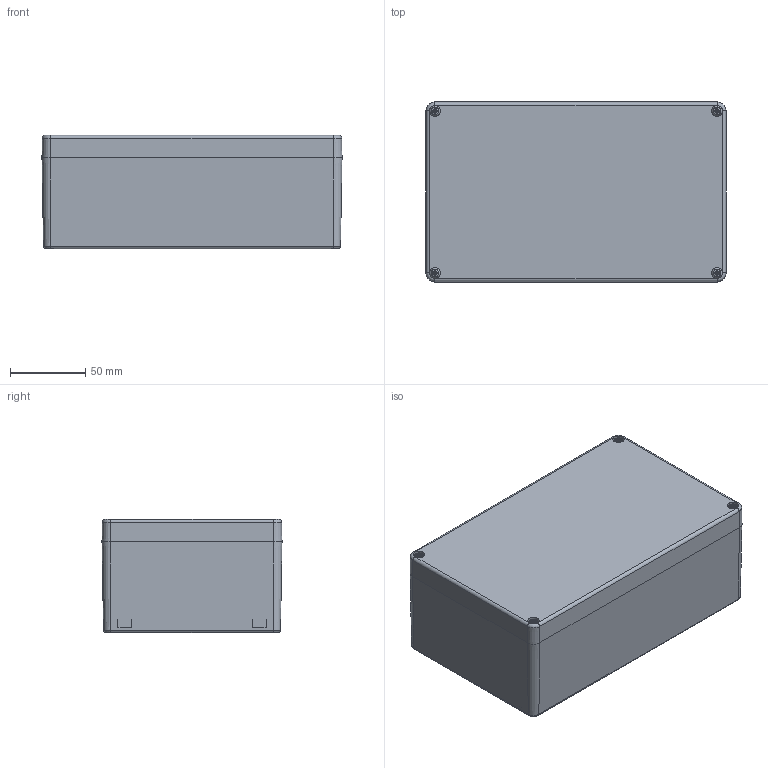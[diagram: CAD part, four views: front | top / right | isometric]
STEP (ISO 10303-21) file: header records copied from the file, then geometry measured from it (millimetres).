
FILE_DESCRIPTION((''),'2;1');
FILE_NAME('04011059xx-MBT_201275_VE.stp','2015-06-17T16:05:35',('robin.rentz'),(''),'Autodesk Inventor 2012','Autodesk Inventor 2012','');
FILE_SCHEMA(('AUTOMOTIVE_DESIGN { 1 2 10303 214 0 1 1 1 }'));
Length unit declared in the file: millimetre
Products named in the file (6): 04011059xx-MBT_201275_VE; 040110xxx2-UT_201260-16N_VE; 04011059x1-OT_201215_VE; xxx-O-Ring--OT--MBM-MBT_201215; 1990000276 Schraube BM4x24_11; 1990000007 M4 Gewindebuchse
Assembly tree (11 placements, depth 2):
  04011059xx-MBT_201275_VE
    040110xxx2-UT_201260-16N_VE
    04011059x1-OT_201215_VE
    xxx-O-Ring--OT--MBM-MBT_201215
    1990000276 Schraube BM4x24_11  x4
    1990000007 M4 Gewindebuchse  x4
Bounding box: 200 x 120 x 75.5 mm (x, y, z)
Volume: 322513.3 mm3; surface area: 215916.5 mm2
Topology: 11 solids, 11 shells, 1770 faces, 4215 edges, 2531 vertices
Faces by surface type: plane 631, cylinder 448, cone 388, torus 255, bspline 32, sphere 16
Full cylindrical faces by diameter (mm): 3.242 x4, 3.3 x4, 4 x4, 4.4 x4, 4.5 x4, 4.8 x4, 5 x4, 5.1 x4, 6.8 x4, 7 x4, 7.5 x4, 7.8 x4
Entity records: 27135 total; most frequent: CARTESIAN_POINT 5480, DIRECTION 4888, ORIENTED_EDGE 4140, EDGE_CURVE 2070, AXIS2_PLACEMENT_3D 2048, VERTEX_POINT 1312, EDGE_LOOP 1174, CIRCLE 1074
